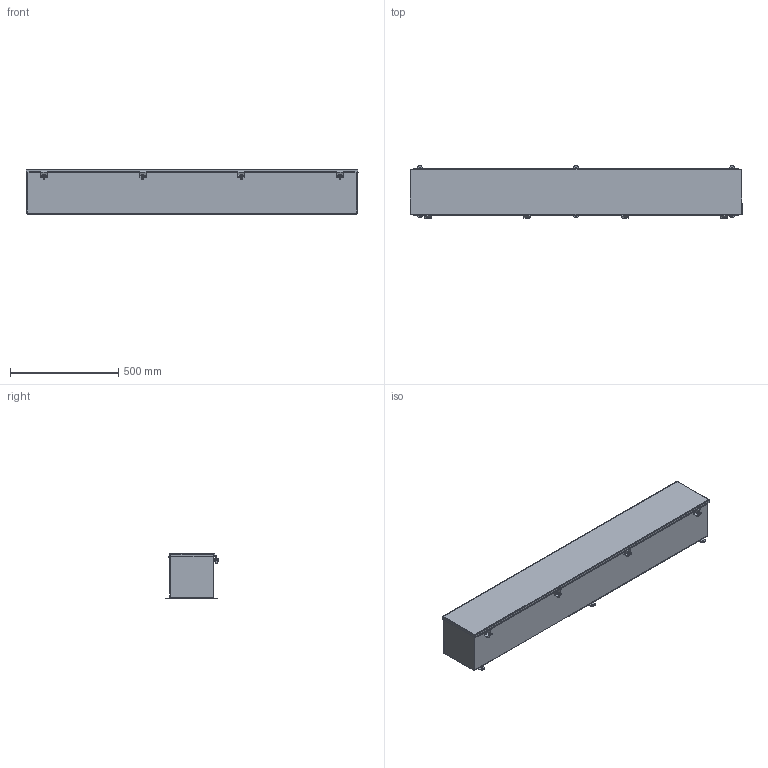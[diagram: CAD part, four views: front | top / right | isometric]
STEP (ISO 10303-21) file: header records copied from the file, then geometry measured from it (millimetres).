
FILE_DESCRIPTION(/* description */ ('JIC,WW TROUGH,CH 8X8X60'),/* implementation_level */ '2;1');
FILE_NAME(/* name */ 'T8860CH.stp',/* time_stamp */ '2018-10-23T06:29:48-05:00',/* author */ ('KA'),/* organization */ (''),/* preprocessor_version */ 'ST-DEVELOPER v17',/* originating_system */ 'Autodesk Inventor 2018',/* authorisation */ '');
FILE_SCHEMA (('AUTOMOTIVE_DESIGN { 1 0 10303 214 3 1 1 }'));
Length unit declared in the file: inch
Products named in the file (12): T8860CH; T8860CHBKP; T88CHLRS; 34892; T8860CHLP; C1001; 3289; 3289LH; 3289LH_1; 3289P; 372134; C1002
Assembly tree (23 placements, depth 3):
  T8860CH
    T8860CHBKP
    T88CHLRS  x2
    34892  x3
    T8860CHLP
    C1001  x4
    3289
      3289LH
      3289LH_1
      3289P
    372134  x4
    C1002  x4
Bounding box: 1531.94 x 243.71 x 210.38 mm (x, y, z)
Volume: 2774218.8 mm3; surface area: 3023107.2 mm2
Topology: 22 solids, 22 shells, 975 faces, 2697 edges, 1774 vertices
Faces by surface type: plane 620, cylinder 335, bspline 8, sphere 8, cone 4
Full cylindrical faces by diameter (mm): 2.54 x1, 2.957 x118, 4.978 x4, 6.35 x4, 7.144 x6, 8.738 x4, 10.402 x4
Entity records: 27003 total; most frequent: CARTESIAN_POINT 4690, ORIENTED_EDGE 4384, DIRECTION 4346, EDGE_CURVE 2192, LINE 1618, VECTOR 1618, VERTEX_POINT 1436, AXIS2_PLACEMENT_3D 1364
